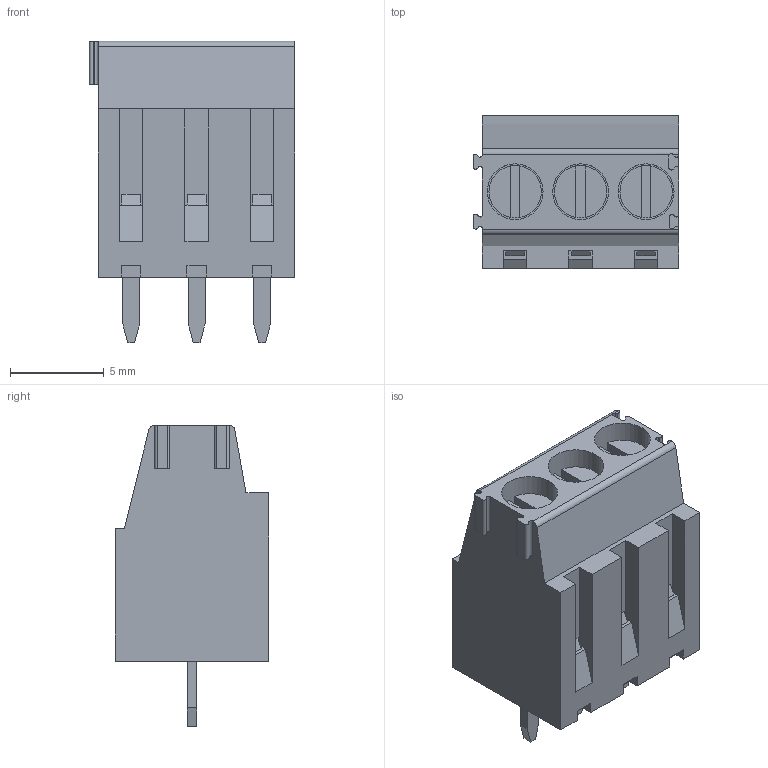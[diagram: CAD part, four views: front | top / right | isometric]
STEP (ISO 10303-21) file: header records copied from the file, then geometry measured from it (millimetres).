
FILE_DESCRIPTION(('STEP AP214'),'1');
FILE_NAME('MVS133-3,5-V.stp','2021-06-18T10:45:40',(' '),(' '),'Spatial InterOp 3D',' ',' ');
FILE_SCHEMA(('automotive_design'));
Length unit declared in the file: metre
Products named in the file (1): 1
Bounding box: 11 x 8.2 x 16.1 mm (x, y, z)
Volume: 863 mm3; surface area: 822.2 mm2
Topology: 1 solids, 1 shells, 193 faces, 507 edges, 331 vertices
Faces by surface type: plane 158, cylinder 31, torus 3, extrusion 1
Full cylindrical faces by diameter (mm): 2.8 x3, 2.983 x3
Entity records: 7369 total; most frequent: CARTESIAN_POINT 1057, ORIENTED_EDGE 990, DIRECTION 945, EDGE_CURVE 495, VECTOR 407, LINE 406, VERTEX_POINT 328, AXIS2_PLACEMENT_3D 269
